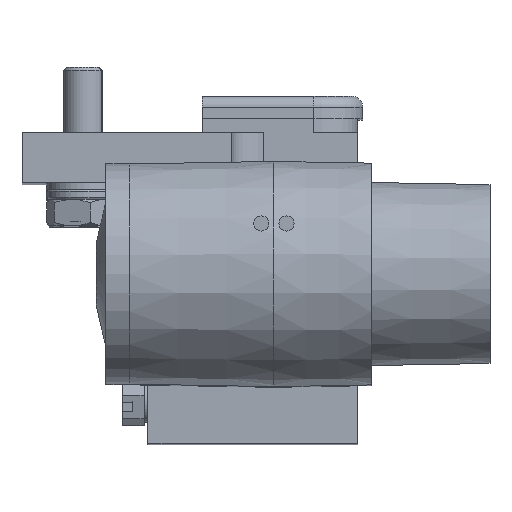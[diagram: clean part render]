
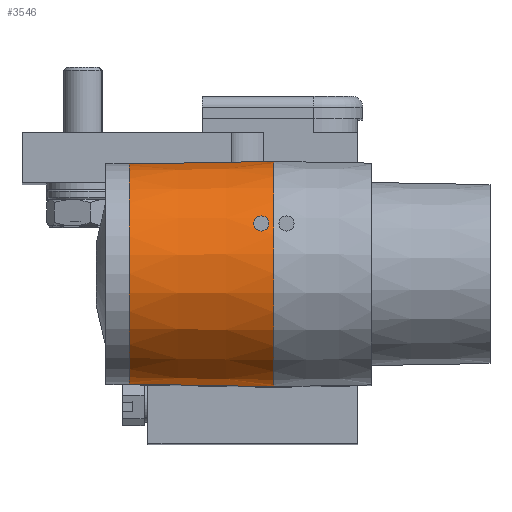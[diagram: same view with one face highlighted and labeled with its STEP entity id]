
A CAD part, top view. The second image highlights one B-rep face of the part: STEP entity #3546.
In plain terms, the highlighted conical face has half-angle 1 degrees and reference radius 17.031 mm.
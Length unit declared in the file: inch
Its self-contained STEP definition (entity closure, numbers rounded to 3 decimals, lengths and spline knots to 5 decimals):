
#1233 = VERTEX_POINT ( 'NONE', #1746 ) ;
#1363 = CARTESIAN_POINT ( 'NONE',  ( -1.2045, -0.86, 0. ) ) ;
#1364 = EDGE_CURVE ( 'NONE', #1233, #9232, #1524, .T. ) ;
#1524 = LINE ( 'NONE', #2646, #5023 ) ;
#1746 = CARTESIAN_POINT ( 'NONE',  ( -1.2045, -0.86, -0.65549 ) ) ;
#1891 = CARTESIAN_POINT ( 'NONE',  ( -1.2045, 0., -0.6705 ) ) ;
#1995 = CARTESIAN_POINT ( 'NONE',  ( -1.2045, 0., 0. ) ) ;
#2162 = DIRECTION ( 'NONE',  ( 0., 0., 1. ) ) ;
#2254 = LINE ( 'NONE', #4799, #4365 ) ;
#2646 = CARTESIAN_POINT ( 'NONE',  ( -1.2045, 0., -0.6705 ) ) ;
#2813 = DIRECTION ( 'NONE',  ( 0., 0., 1. ) ) ;
#3476 = DIRECTION ( 'NONE',  ( 0., 1., -0.017 ) ) ;
#3546 = ADVANCED_FACE ( 'NONE', ( #7607 ), #9272, .T. ) ;
#3909 = AXIS2_PLACEMENT_3D ( 'NONE', #8759, #5521, #9582 ) ;
#4240 = DIRECTION ( 'NONE',  ( 0., 1., 0.017 ) ) ;
#4365 = VECTOR ( 'NONE', #4240, 39.37008 ) ;
#4674 = CARTESIAN_POINT ( 'NONE',  ( -1.2045, 0., 0.6705 ) ) ;
#4799 = CARTESIAN_POINT ( 'NONE',  ( -1.2045, 0., 0.6705 ) ) ;
#4904 = EDGE_CURVE ( 'NONE', #6821, #5344, #2254, .T. ) ;
#5023 = VECTOR ( 'NONE', #3476, 39.37008 ) ;
#5344 = VERTEX_POINT ( 'NONE', #4674 ) ;
#5521 = DIRECTION ( 'NONE',  ( 0., 1., 0. ) ) ;
#5690 = ORIENTED_EDGE ( 'NONE', *, *, #6639, .T. ) ;
#5739 = ORIENTED_EDGE ( 'NONE', *, *, #10318, .F. ) ;
#5761 = CIRCLE ( 'NONE', #5868, 0.6705 ) ;
#5868 = AXIS2_PLACEMENT_3D ( 'NONE', #1995, #7601, #2813 ) ;
#6639 = EDGE_CURVE ( 'NONE', #1233, #6821, #9521, .T. ) ;
#6687 = CARTESIAN_POINT ( 'NONE',  ( -1.2045, -0.86, 0.65549 ) ) ;
#6821 = VERTEX_POINT ( 'NONE', #6687 ) ;
#6946 = DIRECTION ( 'NONE',  ( 0., 1., 0. ) ) ;
#7582 = EDGE_LOOP ( 'NONE', ( #5739, #9373, #5690, #9050 ) ) ;
#7601 = DIRECTION ( 'NONE',  ( 0., 1., 0. ) ) ;
#7607 = FACE_OUTER_BOUND ( 'NONE', #7582, .T. ) ;
#8086 = AXIS2_PLACEMENT_3D ( 'NONE', #1363, #6946, #2162 ) ;
#8759 = CARTESIAN_POINT ( 'NONE',  ( -1.2045, 0., 0. ) ) ;
#9050 = ORIENTED_EDGE ( 'NONE', *, *, #4904, .T. ) ;
#9232 = VERTEX_POINT ( 'NONE', #1891 ) ;
#9272 = CONICAL_SURFACE ( 'NONE', #3909, 0.6705, 0.017 ) ;
#9373 = ORIENTED_EDGE ( 'NONE', *, *, #1364, .F. ) ;
#9521 = CIRCLE ( 'NONE', #8086, 0.65549 ) ;
#9582 = DIRECTION ( 'NONE',  ( 0., 0., 1. ) ) ;
#10318 = EDGE_CURVE ( 'NONE', #9232, #5344, #5761, .T. ) ;
